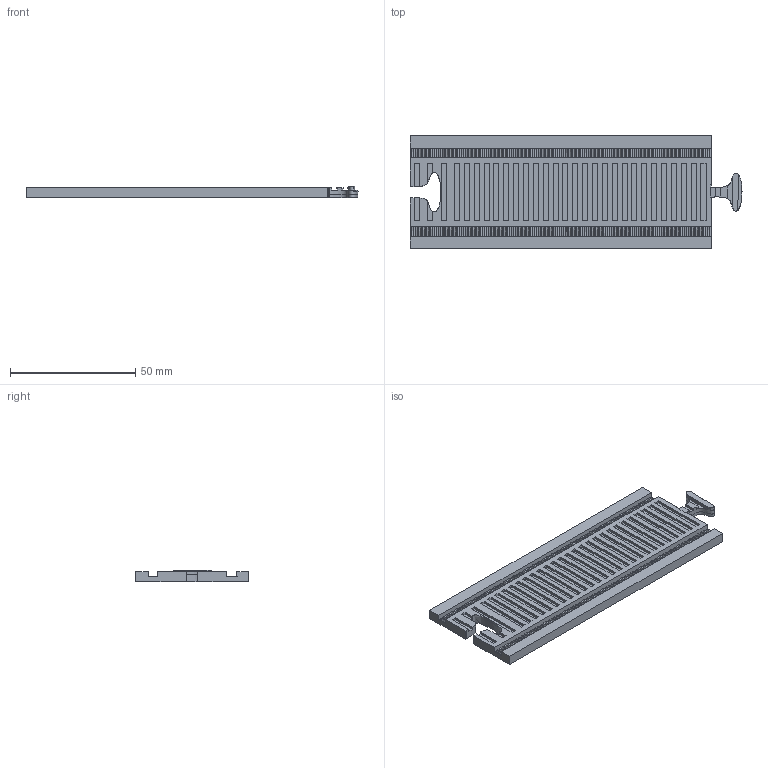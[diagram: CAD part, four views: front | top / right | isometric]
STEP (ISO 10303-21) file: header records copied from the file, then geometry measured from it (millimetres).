
FILE_DESCRIPTION(/* description */ ('','CAx-IF Rec.Pracs.---Representation and Presentation of Product Manufacturing Information (PMI)---4.0---2014-10-13'),/* implementation_level */ '2;1');
FILE_NAME(/* name */ 'Straight_Rail.step',/* time_stamp */ '2025-01-12T22:53:59+02:00',/* author */ (''),/* organization */ (''),/* preprocessor_version */ 'ST-DEVELOPER v20',/* originating_system */ 'Autodesk Translation Framework v13.20.0.188',/* authorisation */ '');
FILE_SCHEMA (('AP242_MANAGED_MODEL_BASED_3D_ENGINEERING_MIM_LF { 1 0 10303 442 1 1 4 }'));
Length unit declared in the file: millimetre
Products named in the file (1): FusionComponent
Bounding box: 132.35 x 45 x 4.5 mm (x, y, z)
Volume: 18091.4 mm3; surface area: 15837.1 mm2
Topology: 1 solids, 1 shells, 932 faces, 2398 edges, 1495 vertices
Faces by surface type: plane 759, bspline 172, cylinder 1
Entity records: 36514 total; most frequent: CARTESIAN_POINT 15227, ORIENTED_EDGE 4796, DIRECTION 3575, EDGE_CURVE 2398, LINE 2023, VECTOR 2023, VERTEX_POINT 1495, EDGE_LOOP 959
